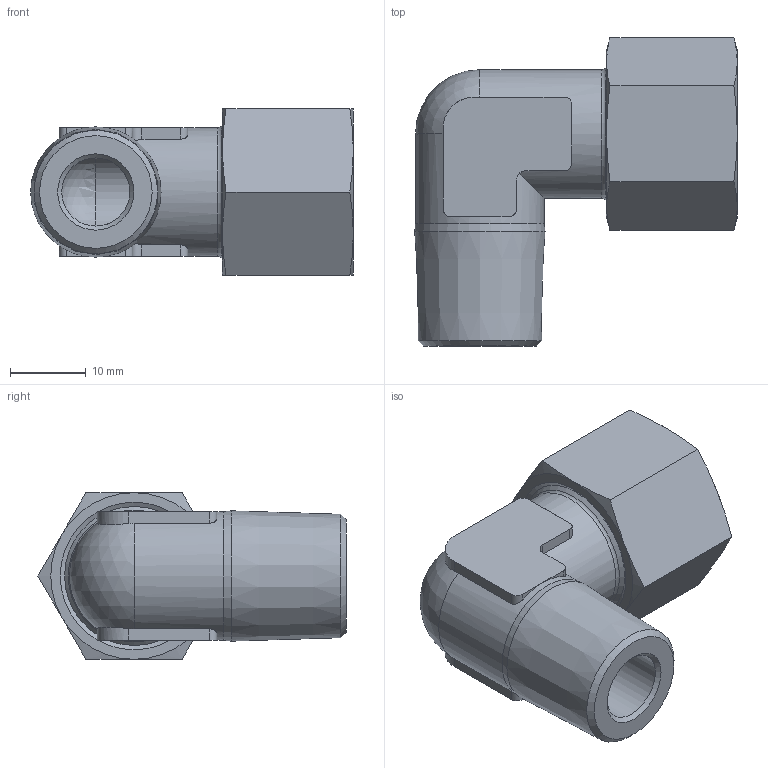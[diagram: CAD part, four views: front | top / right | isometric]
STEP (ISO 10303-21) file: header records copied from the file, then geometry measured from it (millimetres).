
FILE_DESCRIPTION(( 'OX.16.12.38.stp' ), '1');
FILE_NAME( 'OX.16.12.38.stp', '2021-02-26T18:20:32',( 'Sopra'),('sopra-pneumatic.com'), 'SwSTEP 2.0','SolidWorks 2009','' );
FILE_SCHEMA( ( 'CONFIG_CONTROL_DESIGN' ) );
Length unit declared in the file: millimetre
Products named in the file (1): _NC-WEV-12LRK 3.8 718.2401.390.20
Bounding box: 42.6 x 40.7 x 22 mm (x, y, z)
Volume: 12256.2 mm3; surface area: 6334.9 mm2
Topology: 1 solids, 1 shells, 67 faces, 165 edges, 100 vertices
Faces by surface type: plane 28, cone 19, cylinder 17, sphere 2, torus 1
Full cylindrical faces by diameter (mm): 9 x1, 10 x1, 12 x1, 17 x2
Entity records: 2128 total; most frequent: CARTESIAN_POINT 611, DIRECTION 300, ORIENTED_EDGE 296, EDGE_CURVE 148, AXIS2_PLACEMENT_3D 123, VERTEX_POINT 98, EDGE_LOOP 84, FACE_OUTER_BOUND 73
